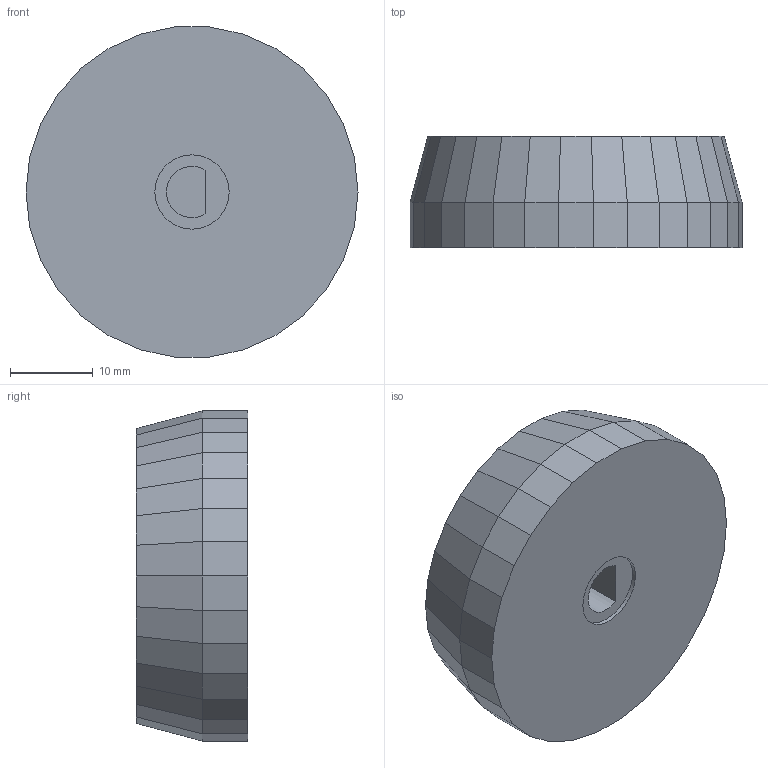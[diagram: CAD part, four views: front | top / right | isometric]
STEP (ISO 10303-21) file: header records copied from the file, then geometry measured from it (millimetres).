
FILE_DESCRIPTION(/* description */ (''),/* implementation_level */ '2;1');
FILE_NAME(/* name */ 'knob_Z v3 v2.step',/* time_stamp */ '2021-07-10T21:51:40+01:00',/* author */ (''),/* organization */ (''),/* preprocessor_version */ 'ST-DEVELOPER v18.1',/* originating_system */ 'Autodesk Translation Framework v10.9.0.1377',/* authorisation */ '');
FILE_SCHEMA (('AUTOMOTIVE_DESIGN { 1 0 10303 214 3 1 1 }'));
Length unit declared in the file: millimetre
Products named in the file (1): knob_Z v3
Bounding box: 40.22 x 13.5 x 40 mm (x, y, z)
Volume: 15765.1 mm3; surface area: 4109.2 mm2
Topology: 1 solids, 1 shells, 78 faces, 189 edges, 116 vertices
Faces by surface type: plane 76, cylinder 2
Full cylindrical faces by diameter (mm): 9 x1
Entity records: 2230 total; most frequent: CARTESIAN_POINT 384, ORIENTED_EDGE 378, DIRECTION 351, EDGE_CURVE 189, LINE 185, VECTOR 185, VERTEX_POINT 116, AXIS2_PLACEMENT_3D 83
